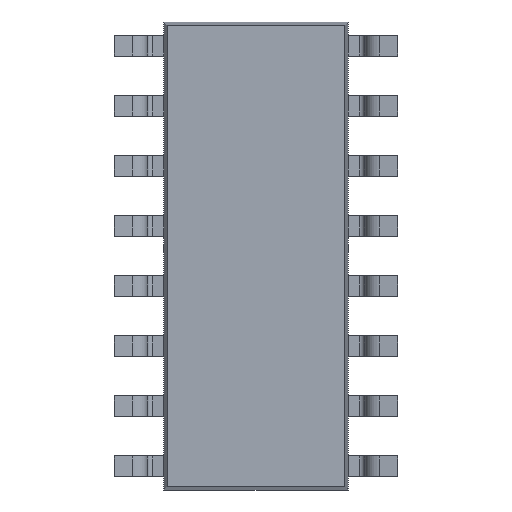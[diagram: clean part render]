
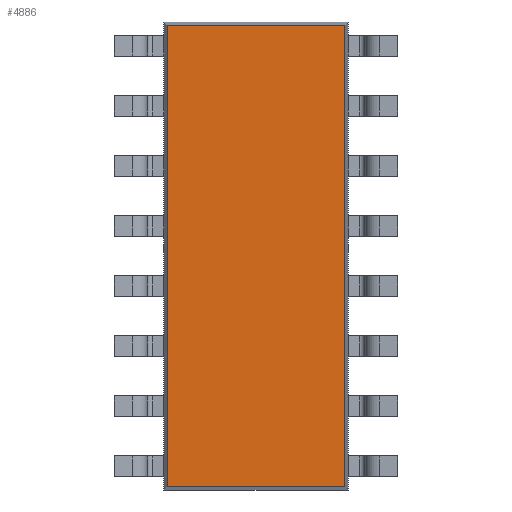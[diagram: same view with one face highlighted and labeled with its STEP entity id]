
A CAD part, front view. The second image highlights one B-rep face of the part: STEP entity #4886.
In plain terms, the highlighted planar face has unit normal (0, -1, 0).
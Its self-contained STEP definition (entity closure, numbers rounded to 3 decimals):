
#160 = CARTESIAN_POINT ( 'NONE',  ( 1.878, 0.25, 4.878 ) ) ;
#188 = DIRECTION ( 'NONE',  ( 1., 0., 0. ) ) ;
#615 = DIRECTION ( 'NONE',  ( 0., 0., 1. ) ) ;
#845 = LINE ( 'NONE', #7308, #6318 ) ;
#1071 = ORIENTED_EDGE ( 'NONE', *, *, #3955, .T. ) ;
#1084 = VERTEX_POINT ( 'NONE', #1100 ) ;
#1100 = CARTESIAN_POINT ( 'NONE',  ( -1.878, 0.25, -4.878 ) ) ;
#1528 = CARTESIAN_POINT ( 'NONE',  ( -1.878, 0.25, 4.95 ) ) ;
#2139 = CARTESIAN_POINT ( 'NONE',  ( 1.95, 0.25, 4.878 ) ) ;
#2286 = LINE ( 'NONE', #4875, #4371 ) ;
#2531 = ORIENTED_EDGE ( 'NONE', *, *, #5869, .T. ) ;
#2922 = VERTEX_POINT ( 'NONE', #7351 ) ;
#2939 = EDGE_CURVE ( 'NONE', #7075, #1084, #5099, .T. ) ;
#2982 = ORIENTED_EDGE ( 'NONE', *, *, #7135, .T. ) ;
#3216 = DIRECTION ( 'NONE',  ( 0., 0., -1. ) ) ;
#3936 = ORIENTED_EDGE ( 'NONE', *, *, #2939, .T. ) ;
#3955 = EDGE_CURVE ( 'NONE', #4396, #7075, #3982, .T. ) ;
#3982 = LINE ( 'NONE', #2139, #4989 ) ;
#4371 = VECTOR ( 'NONE', #7155, 1000. ) ;
#4396 = VERTEX_POINT ( 'NONE', #160 ) ;
#4624 = AXIS2_PLACEMENT_3D ( 'NONE', #5963, #6566, #188 ) ;
#4726 = CARTESIAN_POINT ( 'NONE',  ( -1.878, 0.25, 4.878 ) ) ;
#4875 = CARTESIAN_POINT ( 'NONE',  ( -1.95, 0.25, -4.878 ) ) ;
#4886 = ADVANCED_FACE ( 'NONE', ( #5687 ), #5393, .T. ) ;
#4989 = VECTOR ( 'NONE', #7499, 1000. ) ;
#5099 = LINE ( 'NONE', #1528, #7136 ) ;
#5393 = PLANE ( 'NONE',  #4624 ) ;
#5687 = FACE_OUTER_BOUND ( 'NONE', #6365, .T. ) ;
#5869 = EDGE_CURVE ( 'NONE', #2922, #4396, #845, .T. ) ;
#5963 = CARTESIAN_POINT ( 'NONE',  ( 0., 0.25, 0. ) ) ;
#6318 = VECTOR ( 'NONE', #615, 1000. ) ;
#6365 = EDGE_LOOP ( 'NONE', ( #2531, #1071, #3936, #2982 ) ) ;
#6566 = DIRECTION ( 'NONE',  ( 0., -1., 0. ) ) ;
#7075 = VERTEX_POINT ( 'NONE', #4726 ) ;
#7135 = EDGE_CURVE ( 'NONE', #1084, #2922, #2286, .T. ) ;
#7136 = VECTOR ( 'NONE', #3216, 1000. ) ;
#7155 = DIRECTION ( 'NONE',  ( 1., 0., 0. ) ) ;
#7308 = CARTESIAN_POINT ( 'NONE',  ( 1.878, 0.25, -4.95 ) ) ;
#7351 = CARTESIAN_POINT ( 'NONE',  ( 1.878, 0.25, -4.878 ) ) ;
#7499 = DIRECTION ( 'NONE',  ( -1., 0., 0. ) ) ;
